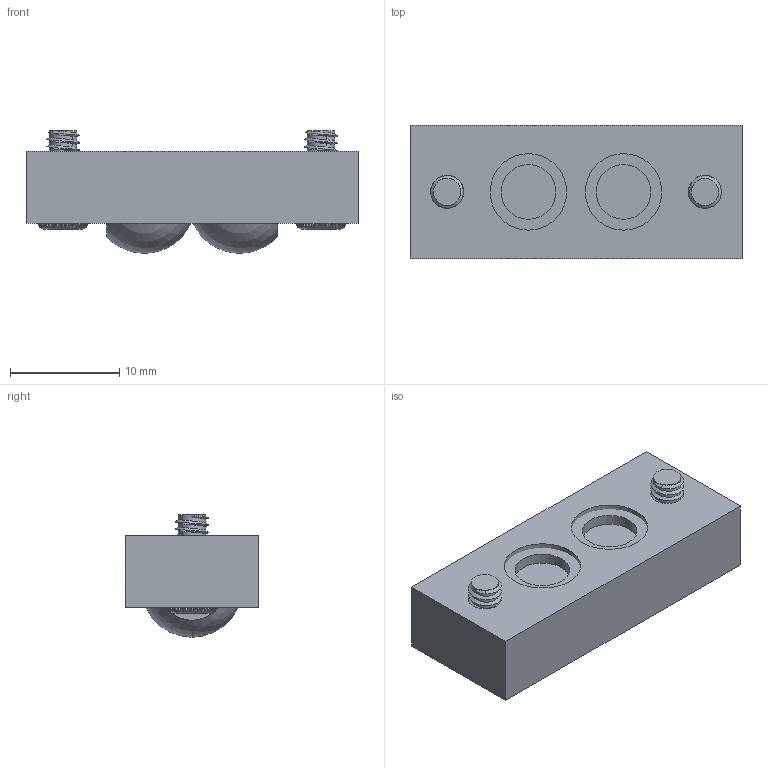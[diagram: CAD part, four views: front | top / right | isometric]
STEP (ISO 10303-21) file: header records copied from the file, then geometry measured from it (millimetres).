
FILE_DESCRIPTION (( 'STEP AP203' ), '1' );
FILE_NAME ('BlockO5.STEP', '2019-10-23T16:44:30', ( 'USER' ), ( '' ), 'SwSTEP 2.0', 'SolidWorks 2019', '' );
FILE_SCHEMA (( 'CONFIG_CONTROL_DESIGN' ));
Length unit declared in the file: inch
Products named in the file (1): BlockO5
Bounding box: 30.38 x 12.18 x 11.22 mm (x, y, z)
Surface area: 1859.1 mm2 (no closed solid volume)
Topology: 0 solids, 7 shells, 340 faces, 984 edges, 658 vertices
Faces by surface type: plane 190, cylinder 138, sphere 4, torus 4, bspline 4
Entity records: 12459 total; most frequent: CARTESIAN_POINT 4049, ORIENTED_EDGE 1662, DIRECTION 1650, EDGE_CURVE 984, VERTEX_POINT 658, AXIS2_PLACEMENT_3D 571, LINE 508, VECTOR 508
